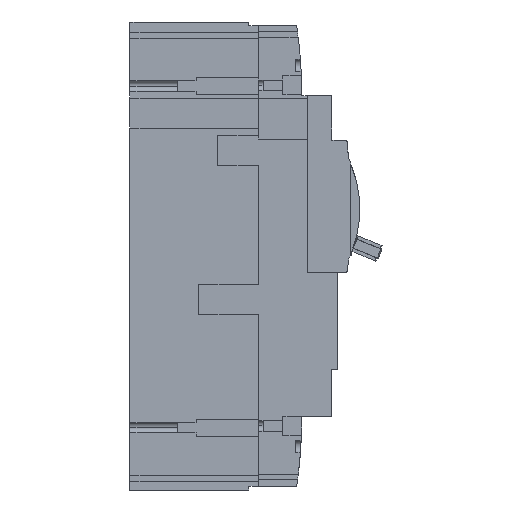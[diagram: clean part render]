
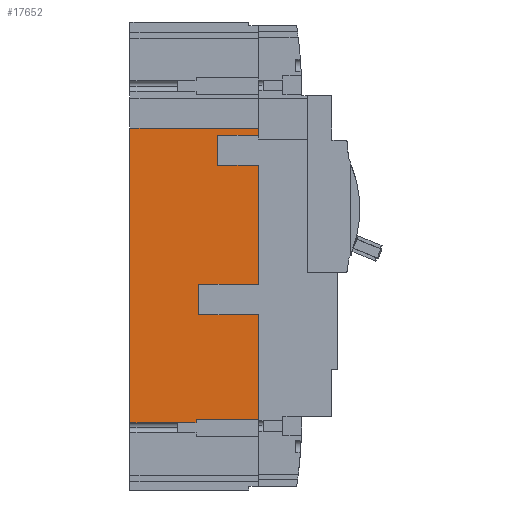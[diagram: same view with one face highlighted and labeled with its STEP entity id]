
A CAD part, left-side view. The second image highlights one B-rep face of the part: STEP entity #17652.
In plain terms, the highlighted planar face has unit normal (-1, 0, 0).
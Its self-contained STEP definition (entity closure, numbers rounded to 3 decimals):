
#11574=EDGE_CURVE('',#27486,#17830,#34455,.T.);
#11622=VERTEX_POINT('',#34510);
#11626=EDGE_CURVE('',#12842,#19646,#34514,.T.);
#11886=VERTEX_POINT('',#34805);
#12076=VERTEX_POINT('',#35018);
#12120=EDGE_CURVE('',#24980,#11886,#35066,.T.);
#12790=VERTEX_POINT('',#35783);
#12842=VERTEX_POINT('',#35838);
#13412=EDGE_CURVE('',#27486,#11622,#36465,.T.);
#13712=EDGE_CURVE('',#12790,#30754,#36788,.T.);
#16280=EDGE_CURVE('',#24318,#33388,#39573,.T.);
#16740=EDGE_CURVE('',#23620,#12076,#40075,.T.);
#17530=EDGE_CURVE('',#22732,#31356,#40941,.T.);
#17652=ADVANCED_FACE('',(#41079),#41080,.F.);
#17830=VERTEX_POINT('',#41269);
#18682=EDGE_CURVE('',#19326,#12842,#42209,.T.);
#18694=EDGE_CURVE('',#17830,#24124,#42221,.T.);
#19326=VERTEX_POINT('',#42928);
#19646=VERTEX_POINT('',#43286);
#22696=EDGE_CURVE('',#11886,#33388,#46622,.T.);
#22732=VERTEX_POINT('',#46663);
#23068=EDGE_CURVE('',#30392,#19326,#47036,.T.);
#23620=VERTEX_POINT('',#47633);
#24124=VERTEX_POINT('',#48190);
#24318=VERTEX_POINT('',#48397);
#24752=EDGE_CURVE('',#28850,#30392,#48869,.T.);
#24980=VERTEX_POINT('',#49128);
#27486=VERTEX_POINT('',#51886);
#27498=EDGE_CURVE('',#32028,#24980,#51898,.T.);
#28798=EDGE_CURVE('',#22732,#24318,#53323,.T.);
#28850=VERTEX_POINT('',#53378);
#29488=EDGE_CURVE('',#28850,#12076,#54090,.T.);
#30168=EDGE_CURVE('',#19646,#11622,#54829,.T.);
#30392=VERTEX_POINT('',#55075);
#30754=VERTEX_POINT('',#55460);
#30878=EDGE_CURVE('',#31356,#12790,#55601,.T.);
#31356=VERTEX_POINT('',#56127);
#31908=EDGE_CURVE('',#30754,#24124,#56738,.T.);
#32028=VERTEX_POINT('',#56867);
#33266=EDGE_CURVE('',#23620,#32028,#58229,.T.);
#33388=VERTEX_POINT('',#58359);
#34455=LINE('',#59546,#59547);
#34510=CARTESIAN_POINT('',(-68.95,-68.0,-86.503));
#34514=LINE('',#59620,#59621);
#34805=CARTESIAN_POINT('',(-68.95,-46.5,48.));
#35018=CARTESIAN_POINT('',(-68.95,0.0,67.821));
#35066=LINE('',#60405,#60406);
#35783=CARTESIAN_POINT('',(-68.95,-36.5,-15.));
#35838=CARTESIAN_POINT('',(-68.95,-35.0,-88.253));
#36465=LINE('',#62505,#62506);
#36788=LINE('',#62980,#62981);
#39573=LINE('',#67076,#67077);
#40075=LINE('',#67794,#67795);
#40941=LINE('',#69019,#69020);
#41079=FACE_OUTER_BOUND('',#69209,.T.);
#41080=PLANE('',#69210);
#41269=CARTESIAN_POINT('',(-68.95,-36.5,-31.008));
#42209=LINE('',#70915,#70916);
#42221=LINE('',#70931,#70932);
#42928=CARTESIAN_POINT('',(-68.95,-25.0,-88.253));
#43286=CARTESIAN_POINT('',(-68.95,-35.0,-86.503));
#46622=LINE('',#77368,#77369);
#46663=CARTESIAN_POINT('',(-68.95,-68.0,47.992));
#47036=LINE('',#78012,#78013);
#47633=CARTESIAN_POINT('',(-68.95,-68.0,67.821));
#48190=CARTESIAN_POINT('',(-68.95,-36.5,-31.));
#48397=CARTESIAN_POINT('',(-68.95,-46.5,47.992));
#48869=LINE('',#80650,#80651);
#49128=CARTESIAN_POINT('',(-68.95,-46.5,64.));
#51886=CARTESIAN_POINT('',(-68.95,-68.0,-31.008));
#51898=LINE('',#84997,#84998);
#53323=LINE('',#87054,#87055);
#53378=CARTESIAN_POINT('',(-68.95,0.0,-88.254));
#54090=LINE('',#88164,#88165);
#54829=LINE('',#89235,#89236);
#55075=CARTESIAN_POINT('',(-68.95,-25.0,-88.254));
#55460=CARTESIAN_POINT('',(-68.95,-36.5,-31.));
#55601=LINE('',#90377,#90378);
#56127=CARTESIAN_POINT('',(-68.95,-68.0,-15.));
#56738=LINE('',#91986,#91987);
#56867=CARTESIAN_POINT('',(-68.95,-68.0,64.));
#58229=LINE('',#94191,#94192);
#58359=CARTESIAN_POINT('',(-68.95,-46.5,48.));
#59546=CARTESIAN_POINT('',(-68.95,-51.868,-31.008));
#59547=VECTOR('',#96004,1.0);
#59620=CARTESIAN_POINT('',(-68.95,-35.0,-44.852));
#59621=VECTOR('',#96076,1.0);
#60405=CARTESIAN_POINT('',(-68.95,-46.5,64.));
#60406=VECTOR('',#96776,1.0);
#62505=CARTESIAN_POINT('',(-68.95,-68.0,-31.));
#62506=VECTOR('',#98144,1.0);
#62980=CARTESIAN_POINT('',(-68.95,-36.5,-15.));
#62981=VECTOR('',#98421,1.0);
#67076=CARTESIAN_POINT('',(-68.95,-46.5,24.646));
#67077=VECTOR('',#101222,1.0);
#67794=CARTESIAN_POINT('',(-68.95,-14.345,67.821));
#67795=VECTOR('',#101736,1.0);
#69019=CARTESIAN_POINT('',(-68.95,-68.0,48.));
#69020=VECTOR('',#102657,1.0);
#69209=EDGE_LOOP('',(#102843,#102844,#102845,#102846,#102847,#102848,#102849,#102850,#102851,#102852,#102853,#102854,#102855,#102856,#102857,#102858,#102859,#102860,#102861,#102862));
#69210=AXIS2_PLACEMENT_3D('',#102863,#102864,#102865);
#70915=CARTESIAN_POINT('',(-68.95,-35.368,-88.253));
#70916=VECTOR('',#104026,1.0);
#70931=CARTESIAN_POINT('',(-68.95,-36.5,-14.854));
#70932=VECTOR('',#104028,1.0);
#77368=CARTESIAN_POINT('',(-68.95,-46.5,48.));
#77369=VECTOR('',#108782,1.0);
#78012=CARTESIAN_POINT('',(-68.95,-25.0,-44.852));
#78013=VECTOR('',#109341,1.0);
#80650=CARTESIAN_POINT('',(-68.95,-12.5,-88.254));
#80651=VECTOR('',#111215,1.0);
#84997=CARTESIAN_POINT('',(-68.95,-68.0,64.));
#84998=VECTOR('',#114603,1.0);
#87054=CARTESIAN_POINT('',(-68.95,-51.868,47.992));
#87055=VECTOR('',#116044,1.0);
#88164=CARTESIAN_POINT('',(-68.95,0.0,-124.));
#88165=VECTOR('',#116905,1.0);
#89235=CARTESIAN_POINT('',(-68.95,-51.893,-86.503));
#89236=VECTOR('',#117570,1.0);
#90377=CARTESIAN_POINT('',(-68.95,-68.0,-15.));
#90378=VECTOR('',#118366,1.0);
#91986=CARTESIAN_POINT('',(-68.95,-36.5,-31.));
#91987=VECTOR('',#119667,1.0);
#94191=CARTESIAN_POINT('',(-68.95,-68.0,121.901));
#94192=VECTOR('',#121208,1.0);
#96004=DIRECTION('',(-0.0,1.0,0.0));
#96076=DIRECTION('',(0.0,0.0,1.0));
#96776=DIRECTION('',(0.0,0.0,-1.0));
#98144=DIRECTION('',(0.0,0.0,-1.0));
#98421=DIRECTION('',(0.0,0.0,-1.0));
#101222=DIRECTION('',(0.0,0.0,1.0));
#101736=DIRECTION('',(-0.0,1.0,0.0));
#102657=DIRECTION('',(0.0,0.0,-1.0));
#102843=ORIENTED_EDGE('',*,*,#18694,.T.);
#102844=ORIENTED_EDGE('',*,*,#31908,.F.);
#102845=ORIENTED_EDGE('',*,*,#13712,.F.);
#102846=ORIENTED_EDGE('',*,*,#30878,.F.);
#102847=ORIENTED_EDGE('',*,*,#17530,.F.);
#102848=ORIENTED_EDGE('',*,*,#28798,.T.);
#102849=ORIENTED_EDGE('',*,*,#16280,.T.);
#102850=ORIENTED_EDGE('',*,*,#22696,.F.);
#102851=ORIENTED_EDGE('',*,*,#12120,.F.);
#102852=ORIENTED_EDGE('',*,*,#27498,.F.);
#102853=ORIENTED_EDGE('',*,*,#33266,.F.);
#102854=ORIENTED_EDGE('',*,*,#16740,.T.);
#102855=ORIENTED_EDGE('',*,*,#29488,.F.);
#102856=ORIENTED_EDGE('',*,*,#24752,.T.);
#102857=ORIENTED_EDGE('',*,*,#23068,.T.);
#102858=ORIENTED_EDGE('',*,*,#18682,.T.);
#102859=ORIENTED_EDGE('',*,*,#11626,.T.);
#102860=ORIENTED_EDGE('',*,*,#30168,.T.);
#102861=ORIENTED_EDGE('',*,*,#13412,.F.);
#102862=ORIENTED_EDGE('',*,*,#11574,.T.);
#102863=CARTESIAN_POINT('',(-68.95,-35.735,1.299));
#102864=DIRECTION('',(1.0,0.0,0.0));
#102865=DIRECTION('',(0.0,1.0,0.0));
#104026=DIRECTION('',(0.0,-1.0,0.0));
#104028=DIRECTION('',(0.0,0.0,1.0));
#108782=DIRECTION('',(0.0,-1.0,0.0));
#109341=DIRECTION('',(0.0,0.0,1.0));
#111215=DIRECTION('',(-0.0,-1.0,-0.0));
#114603=DIRECTION('',(0.0,1.0,0.0));
#116044=DIRECTION('',(0.0,1.0,0.));
#116905=DIRECTION('',(0.0,0.0,1.0));
#117570=DIRECTION('',(0.0,-1.0,0.0));
#118366=DIRECTION('',(0.0,1.0,0.0));
#119667=DIRECTION('',(0.0,-1.0,0.0));
#121208=DIRECTION('',(0.0,0.0,-1.0));
